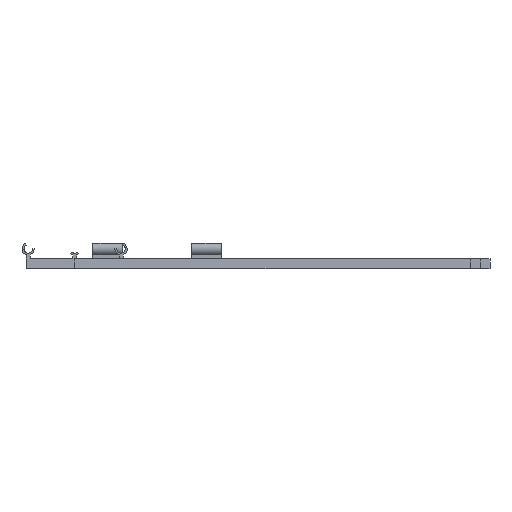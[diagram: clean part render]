
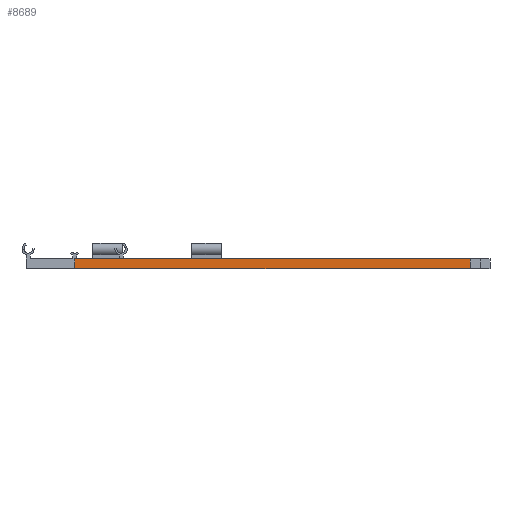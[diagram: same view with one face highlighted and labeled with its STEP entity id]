
A CAD part, front view. The second image highlights one B-rep face of the part: STEP entity #8689.
In plain terms, the highlighted planar face has unit normal (0, -1, 0).
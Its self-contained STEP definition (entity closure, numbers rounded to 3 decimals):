
#250=PLANE('',#9148);
#661=FACE_OUTER_BOUND('',#1132,.T.);
#1132=EDGE_LOOP('',(#7097,#7098,#7099,#7100));
#1812=LINE('',#13985,#2763);
#1813=LINE('',#13989,#2764);
#1814=LINE('',#13990,#2765);
#1815=LINE('',#13991,#2766);
#2763=VECTOR('',#10077,10.);
#2764=VECTOR('',#10080,10.);
#2765=VECTOR('',#10081,10.);
#2766=VECTOR('',#10082,10.);
#4024=VERTEX_POINT('',#13946);
#4043=VERTEX_POINT('',#13983);
#4044=VERTEX_POINT('',#13987);
#4045=VERTEX_POINT('',#13988);
#5130=EDGE_CURVE('',#4043,#4024,#1812,.T.);
#5131=EDGE_CURVE('',#4044,#4045,#1813,.T.);
#5132=EDGE_CURVE('',#4045,#4024,#1814,.T.);
#5133=EDGE_CURVE('',#4044,#4043,#1815,.T.);
#7097=ORIENTED_EDGE('',*,*,#5131,.T.);
#7098=ORIENTED_EDGE('',*,*,#5132,.T.);
#7099=ORIENTED_EDGE('',*,*,#5130,.F.);
#7100=ORIENTED_EDGE('',*,*,#5133,.F.);
#8689=ADVANCED_FACE('',(#661),#250,.T.);
#9148=AXIS2_PLACEMENT_3D('',#13986,#10078,#10079);
#10077=DIRECTION('',(1.,0.,0.));
#10078=DIRECTION('center_axis',(0.,-1.,0.));
#10079=DIRECTION('ref_axis',(1.,0.,0.));
#10080=DIRECTION('',(1.,0.,0.));
#10081=DIRECTION('',(0.,0.,1.));
#10082=DIRECTION('',(0.,0.,1.));
#13946=CARTESIAN_POINT('',(200.,0.,5.));
#13983=CARTESIAN_POINT('',(0.,0.,5.));
#13985=CARTESIAN_POINT('',(0.,0.,5.));
#13986=CARTESIAN_POINT('Origin',(0.,0.,0.));
#13987=CARTESIAN_POINT('',(0.,0.,0.));
#13988=CARTESIAN_POINT('',(200.,0.,0.));
#13989=CARTESIAN_POINT('',(0.,0.,0.));
#13990=CARTESIAN_POINT('',(200.,0.,0.));
#13991=CARTESIAN_POINT('',(0.,0.,0.));
